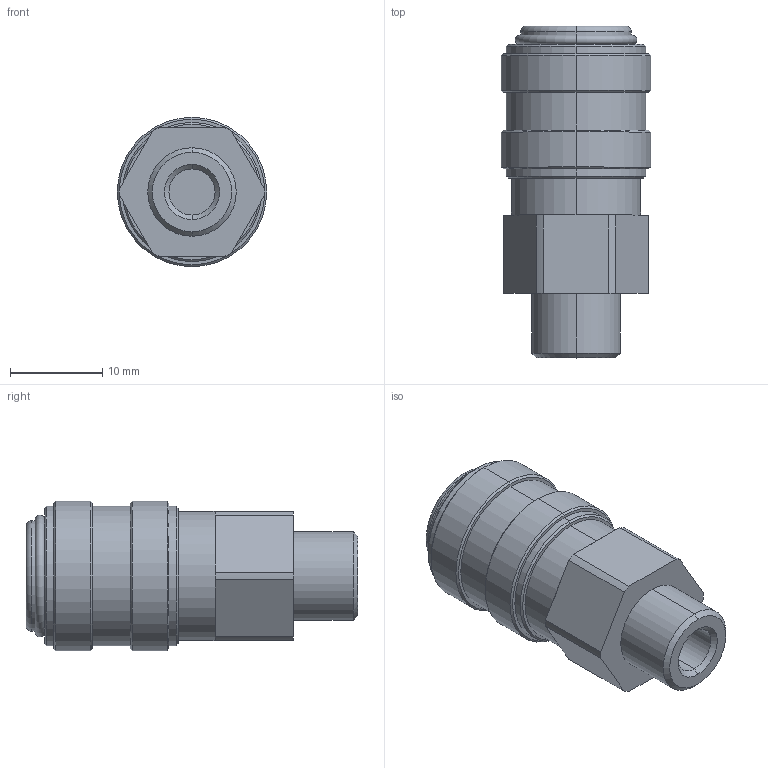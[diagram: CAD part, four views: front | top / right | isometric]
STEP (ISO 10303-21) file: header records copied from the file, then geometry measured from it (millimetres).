
FILE_DESCRIPTION (( 'STEP AP214' ), '1' );
FILE_NAME ('STARK_954 208_A.STEP', '2016-01-18T06:28:04', ( '' ), ( '' ), 'SwSTEP 2.0', 'SolidWorks 2015', '' );
FILE_SCHEMA (( 'AUTOMOTIVE_DESIGN' ));
Length unit declared in the file: millimetre
Products named in the file (1): STARK_954 208_A
Bounding box: 16.2 x 36 x 16.2 mm (x, y, z)
Volume: 4655.3 mm3; surface area: 2731.6 mm2
Topology: 1 solids, 1 shells, 83 faces, 174 edges, 104 vertices
Faces by surface type: cylinder 30, plane 25, cone 20, torus 8
Entity records: 2254 total; most frequent: DIRECTION 442, CARTESIAN_POINT 362, ORIENTED_EDGE 348, AXIS2_PLACEMENT_3D 184, EDGE_CURVE 174, VERTEX_POINT 104, CIRCLE 100, EDGE_LOOP 94
